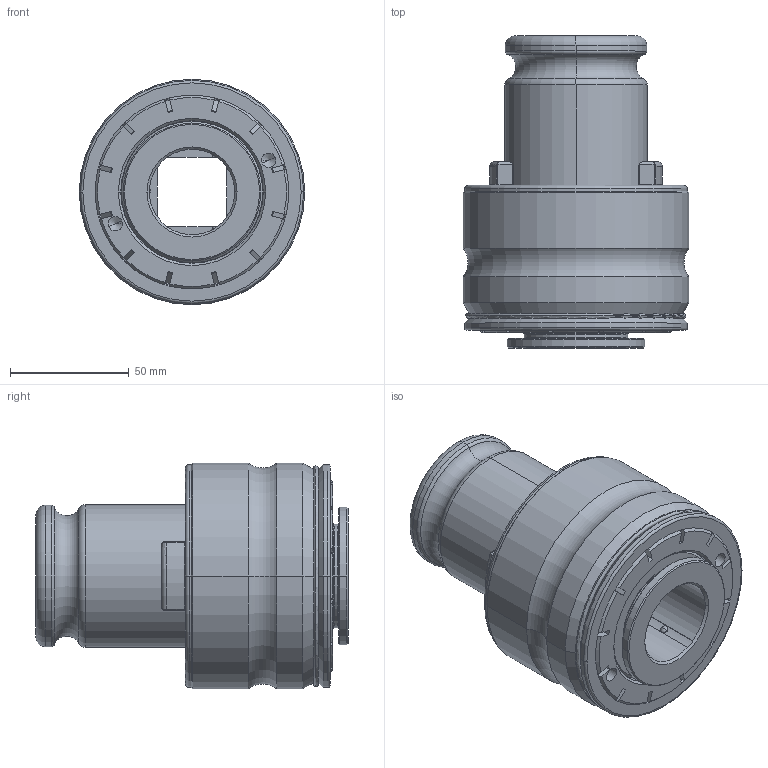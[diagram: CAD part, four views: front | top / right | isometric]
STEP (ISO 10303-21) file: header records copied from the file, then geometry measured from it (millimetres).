
FILE_DESCRIPTION((''),'2;1');
FILE_NAME('60-4_STP_4836_SW0001','2016-04-01T',('040'),(''),'CREO PARAMETRIC BY PTC INC, 2015380','CREO PARAMETRIC BY PTC INC, 2015380','');
FILE_SCHEMA(('CONFIG_CONTROL_DESIGN'));
Length unit declared in the file: millimetre
Products named in the file (1): 60-4_STP_4836_SW0001
Bounding box: 95 x 131.5 x 95 mm (x, y, z)
Volume: 357056.3 mm3; surface area: 107830.8 mm2
Topology: 5 solids, 6 shells, 347 faces, 955 edges, 586 vertices
Faces by surface type: cone 106, cylinder 97, plane 92, torus 46, sphere 6
Entity records: 11691 total; most frequent: CARTESIAN_POINT 2980, ORIENTED_EDGE 1878, DIRECTION 1802, EDGE_CURVE 939, AXIS2_PLACEMENT_3D 723, VERTEX_POINT 586, CIRCLE 376, EDGE_LOOP 369
